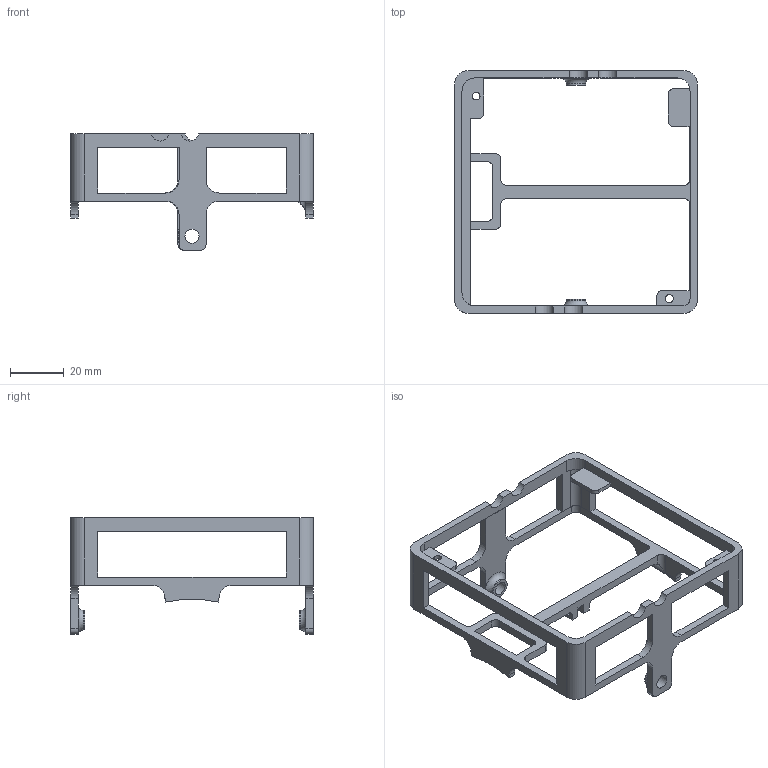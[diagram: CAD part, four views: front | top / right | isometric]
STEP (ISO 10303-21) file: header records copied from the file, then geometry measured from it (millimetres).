
FILE_DESCRIPTION(/* description */ (''),/* implementation_level */ '2;1');
FILE_NAME(/* name */ 'board_connector.stp',/* time_stamp */ '2024-04-25T16:40:53+01:00',/* author */ ('James'),/* organization */ (''),/* preprocessor_version */ 'ST-DEVELOPER v19.2',/* originating_system */ 'Autodesk Inventor 2023',/* authorisation */ '');
FILE_SCHEMA (('AUTOMOTIVE_DESIGN { 1 0 10303 214 3 1 1 }'));
Length unit declared in the file: millimetre
Products named in the file (1): board_connector
Bounding box: 90 x 90 x 43.2 mm (x, y, z)
Volume: 15579.4 mm3; surface area: 16907.8 mm2
Topology: 2 solids, 2 shells, 175 faces, 537 edges, 351 vertices
Faces by surface type: plane 106, cylinder 67, torus 2
Full cylindrical faces by diameter (mm): 2.2 x2, 2.811 x1, 2.961 x1, 5.2 x2, 7.2 x2
Entity records: 6225 total; most frequent: CARTESIAN_POINT 1188, ORIENTED_EDGE 1074, DIRECTION 1043, EDGE_CURVE 537, LINE 361, VECTOR 361, VERTEX_POINT 351, AXIS2_PLACEMENT_3D 341
